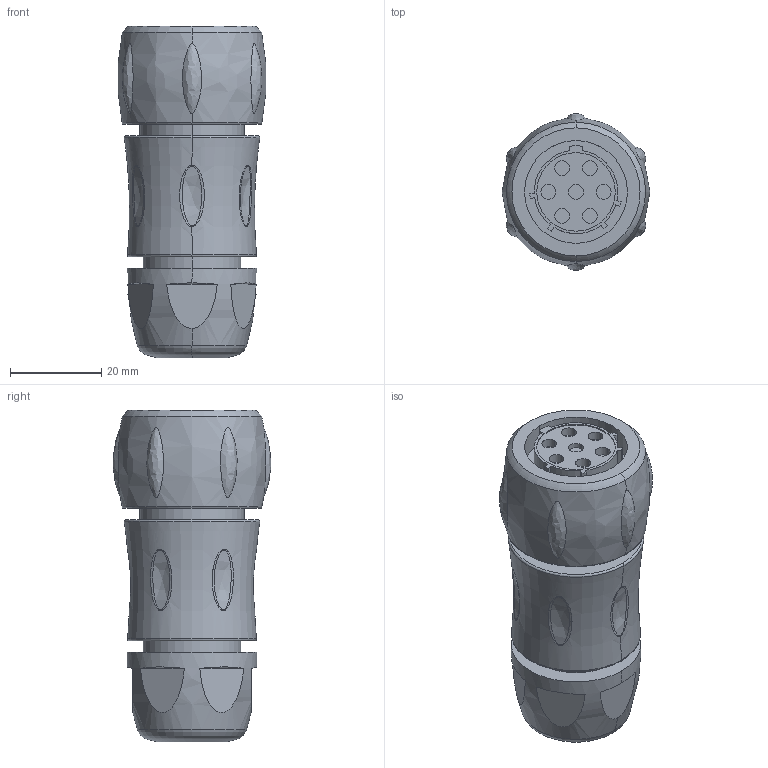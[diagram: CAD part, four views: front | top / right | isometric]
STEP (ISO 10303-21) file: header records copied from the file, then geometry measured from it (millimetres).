
FILE_DESCRIPTION((''),'2;1');
FILE_NAME('UTS6JC147S-CATALOGUE_SW_ASM','2010-08-31T',('amartin'),(''),'PRO/ENGINEER BY PARAMETRIC TECHNOLOGY CORPORATION, 2007390','PRO/ENGINEER BY PARAMETRIC TECHNOLOGY CORPORATION, 2007390','');
FILE_SCHEMA(('CONFIG_CONTROL_DESIGN'));
Length unit declared in the file: inch
Products named in the file (1): UTS6JC147S-CATALOGUE_SW_ASM
Bounding box: 32.3 x 34.5 x 72.6 mm (x, y, z)
Volume: 44654.1 mm3; surface area: 9538 mm2
Topology: 1 solids, 1 shells, 114 faces, 248 edges, 162 vertices
Faces by surface type: plane 38, cylinder 34, bspline 28, torus 12, sphere 2
Entity records: 6464 total; most frequent: CARTESIAN_POINT 4037, ORIENTED_EDGE 496, DIRECTION 472, EDGE_CURVE 248, AXIS2_PLACEMENT_3D 201, VERTEX_POINT 162, EDGE_LOOP 140, FACE_OUTER_BOUND 114
